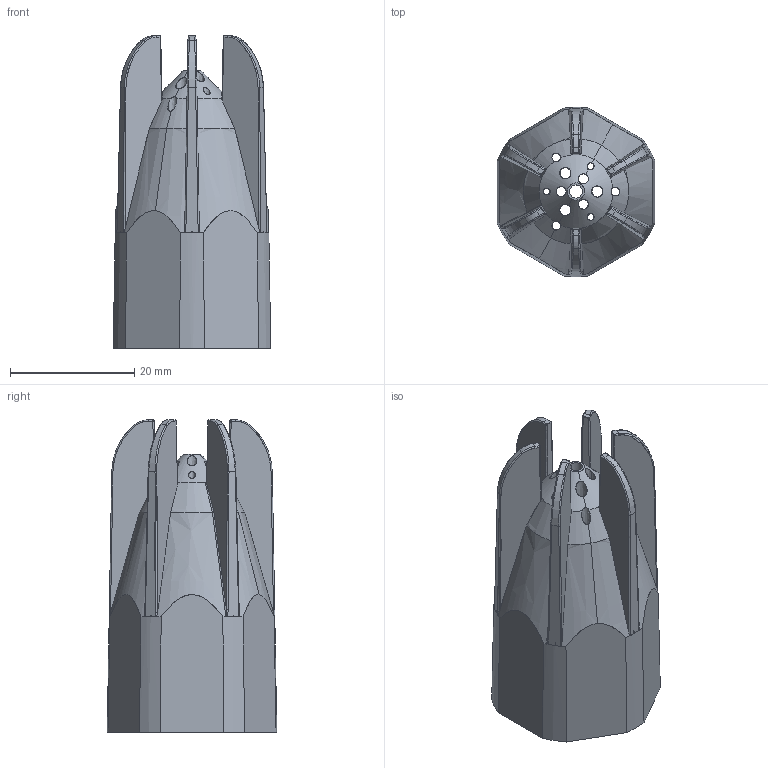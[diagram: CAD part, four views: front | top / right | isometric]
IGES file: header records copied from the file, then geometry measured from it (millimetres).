
Start section: START RECORD GO HERE.
Global section: file name: 0.5 In SN_KJN.igs; native system: DASSAULT SYSTEMES CATIA V5 R20 - www.3ds.com; preprocessor: CATIA Version 5 Release 20 ; author: DRAFTMAN; organization: KJNDESGN; date: 20150121.104812; units: millimetre
Bounding box: 25.37 x 27.3 x 50.25 mm (x, y, z)
Surface area: 7537.8 mm2 (no closed solid volume)
Topology: 0 solids, 0 shells, 226 faces, 1310 edges, 1297 vertices
Faces by surface type: revolution 113, plane 61, bspline 52
